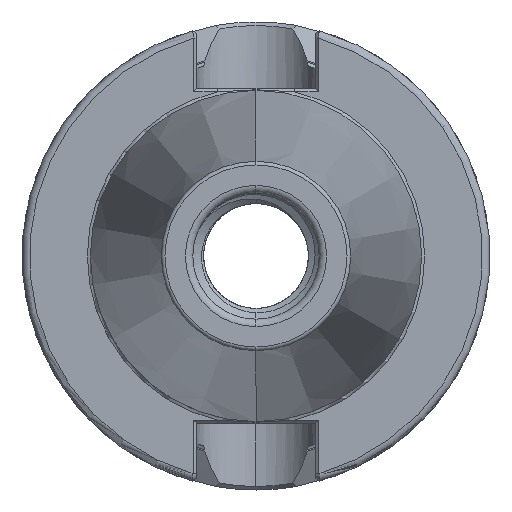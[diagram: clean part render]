
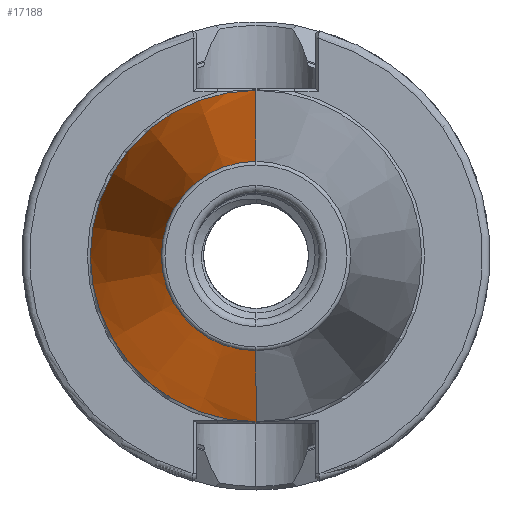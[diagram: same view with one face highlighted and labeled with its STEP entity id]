
A CAD part, left-side view. The second image highlights one B-rep face of the part: STEP entity #17188.
In plain terms, the highlighted conical face has half-angle 8.297 degrees and reference radius 22.298 mm.
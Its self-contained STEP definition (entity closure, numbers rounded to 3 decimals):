
#12 = ORIENTED_EDGE ( 'NONE', *, *, #10456, .F. ) ;
#14 = ORIENTED_EDGE ( 'NONE', *, *, #10443, .T. ) ;
#31 = ORIENTED_EDGE ( 'NONE', *, *, #10507, .T. ) ;
#40 = ORIENTED_EDGE ( 'NONE', *, *, #10429, .F. ) ;
#811 = EDGE_LOOP ( 'NONE', ( #31, #14, #40, #12 ) ) ;
#7543 = VERTEX_POINT ( 'NONE', #12218 ) ;
#7555 = VERTEX_POINT ( 'NONE', #12217 ) ;
#7574 = VERTEX_POINT ( 'NONE', #12245 ) ;
#7589 = VERTEX_POINT ( 'NONE', #12226 ) ;
#10401 = AXIS2_PLACEMENT_3D ( 'NONE', #15193, #15169, #15167 ) ;
#10429 = EDGE_CURVE ( 'NONE', #7543, #7574, #11263, .T. ) ;
#10443 = EDGE_CURVE ( 'NONE', #7555, #7574, #11290, .T. ) ;
#10456 = EDGE_CURVE ( 'NONE', #7589, #7543, #11246, .T. ) ;
#10507 = EDGE_CURVE ( 'NONE', #7589, #7555, #11338, .T. ) ;
#10927 = AXIS2_PLACEMENT_3D ( 'NONE', #12333, #12324, #12308 ) ;
#10954 = AXIS2_PLACEMENT_3D ( 'NONE', #11964, #11970, #11956 ) ;
#11246 = LINE ( 'NONE', #12390, #11285 ) ;
#11263 = CIRCLE ( 'NONE', #10927, 22.298 ) ;
#11285 = VECTOR ( 'NONE', #12432, 1000. ) ;
#11287 = VECTOR ( 'NONE', #12347, 1000. ) ;
#11290 = LINE ( 'NONE', #12357, #11287 ) ;
#11338 = CIRCLE ( 'NONE', #10954, 12.75 ) ;
#11956 = DIRECTION ( 'NONE',  ( 0., 0., -1. ) ) ;
#11964 = CARTESIAN_POINT ( 'NONE',  ( -66.972, 0., 0. ) ) ;
#11970 = DIRECTION ( 'NONE',  ( 1., 0., 0. ) ) ;
#12217 = CARTESIAN_POINT ( 'NONE',  ( -66.972, 0., 12.75 ) ) ;
#12218 = CARTESIAN_POINT ( 'NONE',  ( -1.5, 0., -22.298 ) ) ;
#12226 = CARTESIAN_POINT ( 'NONE',  ( -66.972, 0., -12.75 ) ) ;
#12245 = CARTESIAN_POINT ( 'NONE',  ( -1.5, 0., 22.298 ) ) ;
#12308 = DIRECTION ( 'NONE',  ( 0., 0., -1. ) ) ;
#12324 = DIRECTION ( 'NONE',  ( 1., 0., 0. ) ) ;
#12333 = CARTESIAN_POINT ( 'NONE',  ( -1.5, 0., 0. ) ) ;
#12347 = DIRECTION ( 'NONE',  ( 0.99, 0., 0.144 ) ) ;
#12357 = CARTESIAN_POINT ( 'NONE',  ( -1.5, 0., 22.298 ) ) ;
#12390 = CARTESIAN_POINT ( 'NONE',  ( -1.5, 0., -22.298 ) ) ;
#12432 = DIRECTION ( 'NONE',  ( 0.99, 0., -0.144 ) ) ;
#13166 = FACE_OUTER_BOUND ( 'NONE', #811, .T. ) ;
#13277 = CONICAL_SURFACE ( 'NONE', #10401, 22.298, 0.145 ) ;
#15167 = DIRECTION ( 'NONE',  ( 0., 0., -1. ) ) ;
#15169 = DIRECTION ( 'NONE',  ( 1., 0., 0. ) ) ;
#15193 = CARTESIAN_POINT ( 'NONE',  ( -1.5, 0., 0. ) ) ;
#17188 = ADVANCED_FACE ( 'NONE', ( #13166 ), #13277, .T. ) ;
